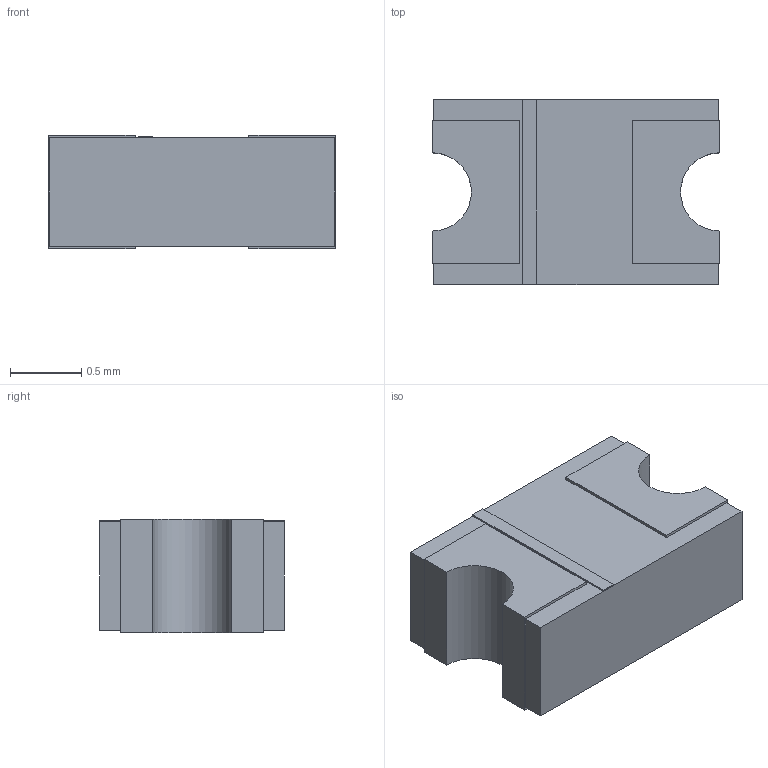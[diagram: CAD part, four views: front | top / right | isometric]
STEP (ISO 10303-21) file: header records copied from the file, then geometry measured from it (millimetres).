
FILE_DESCRIPTION(('FreeCAD Model'),'2;1');
FILE_NAME('686258.1.1.stp','2023-05-15T10:56:32',( 'Author'),(''),'Open CASCADE STEP processor 6.9','FreeCAD','Unknown' );
FILE_SCHEMA(('AUTOMOTIVE_DESIGN { 1 0 10303 214 1 1 1 1 }'));
Length unit declared in the file: millimetre
Products named in the file (4): ASSEMBLY; Body; Terminal; solidIndicator
Assembly tree (3 placements, depth 2):
  ASSEMBLY
    Body
    Terminal
    solidIndicator
Bounding box: 2.02 x 1.3 x 0.8 mm (x, y, z)
Volume: 1.9 mm3; surface area: 17.5 mm2
Topology: 4 solids, 4 shells, 36 faces, 84 edges, 56 vertices
Faces by surface type: plane 34, cylinder 2
Entity records: 2178 total; most frequent: CARTESIAN_POINT 392, DIRECTION 302, LINE 212, VECTOR 212, ORIENTED_EDGE 168, PCURVE 168, DEFINITIONAL_REPRESENTATION 168, EDGE_CURVE 84
